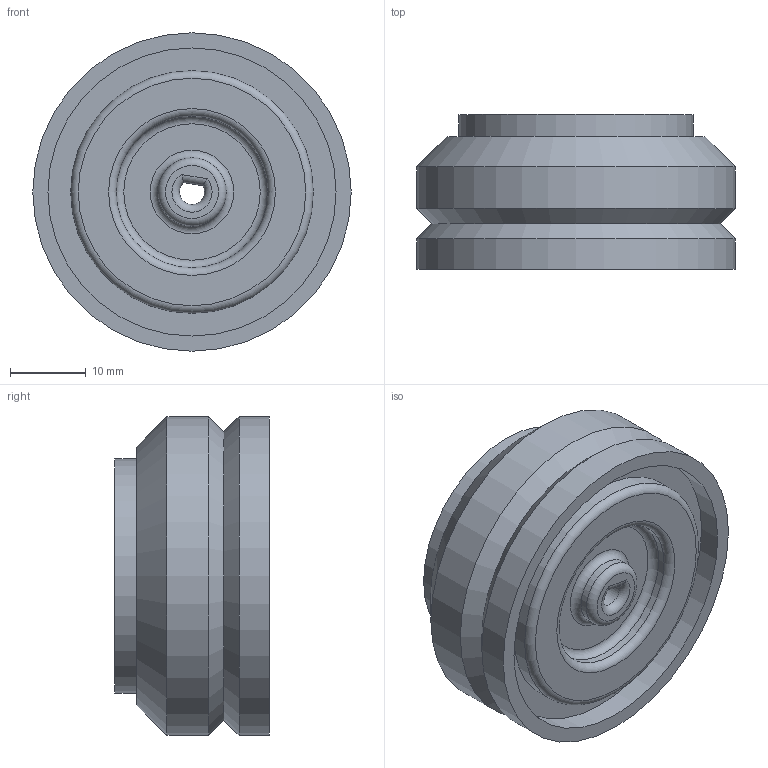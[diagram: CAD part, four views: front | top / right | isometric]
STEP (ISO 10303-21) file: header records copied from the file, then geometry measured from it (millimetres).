
FILE_DESCRIPTION(/* description */ ('','CAx-IF Rec.Pracs.---Representation and Presentation of Product Manufacturing Information (PMI)---4.0---2014-10-13'),/* implementation_level */ '2;1');
FILE_NAME(/* name */ 'wheel-outer-out.step',/* time_stamp */ '2025-04-01T13:31:14+03:00',/* author */ (''),/* organization */ (''),/* preprocessor_version */ 'ST-DEVELOPER v20',/* originating_system */ 'Autodesk Translation Framework v13.20.0.188',/* authorisation */ '');
FILE_SCHEMA (('AP242_MANAGED_MODEL_BASED_3D_ENGINEERING_MIM_LF { 1 0 10303 442 1 1 4 }'));
Length unit declared in the file: millimetre
Products named in the file (1): Configuration 1
Bounding box: 42 x 20.4 x 42 mm (x, y, z)
Volume: 16051.9 mm3; surface area: 7165 mm2
Topology: 1 solids, 1 shells, 32 faces, 64 edges, 41 vertices
Faces by surface type: plane 11, cylinder 11, torus 6, cone 4
Full cylindrical faces by diameter (mm): 9 x1, 20 x1, 24 x1, 26.2 x1, 30.9 x1, 32 x1, 38 x1, 42 x2
Entity records: 914 total; most frequent: CARTESIAN_POINT 170, DIRECTION 168, ORIENTED_EDGE 128, AXIS2_PLACEMENT_3D 75, EDGE_CURVE 64, CIRCLE 42, EDGE_LOOP 41, VERTEX_POINT 41
